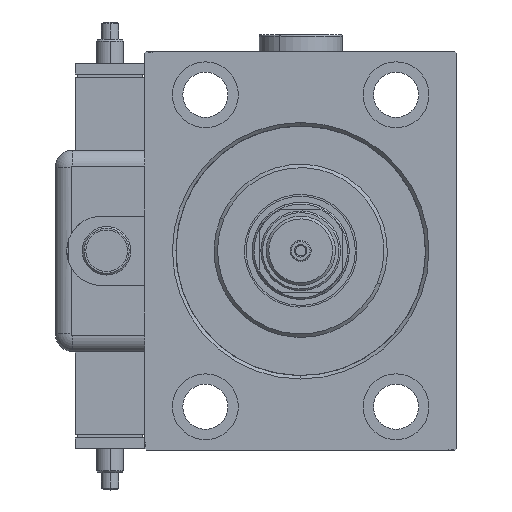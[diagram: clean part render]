
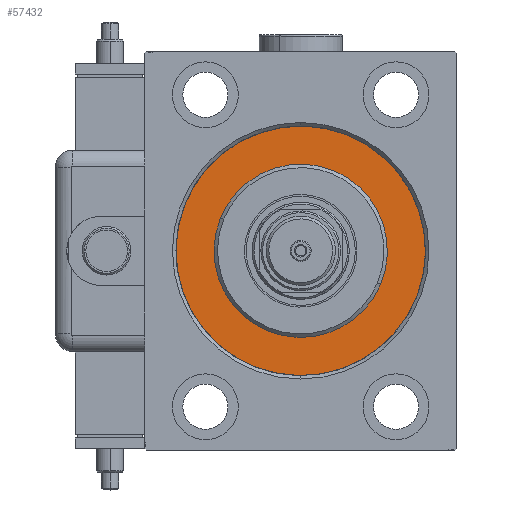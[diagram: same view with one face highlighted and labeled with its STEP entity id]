
A CAD part, left-side view. The second image highlights one B-rep face of the part: STEP entity #57432.
In plain terms, the highlighted face is planar.
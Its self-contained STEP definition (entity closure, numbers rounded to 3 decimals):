
#1479 = VERTEX_POINT ( 'NONE', #21596 ) ;
#2997 = CIRCLE ( 'NONE', #55531, 25. ) ;
#3427 = PLANE ( 'NONE',  #18258 ) ;
#5138 = ORIENTED_EDGE ( 'NONE', *, *, #60083, .F. ) ;
#7942 = CIRCLE ( 'NONE', #44007, 36. ) ;
#11901 = EDGE_CURVE ( 'NONE', #22787, #33300, #2997, .T. ) ;
#11929 = AXIS2_PLACEMENT_3D ( 'NONE', #12021, #60464, #16239 ) ;
#12021 = CARTESIAN_POINT ( 'NONE',  ( 0., 0., 0. ) ) ;
#14074 = CARTESIAN_POINT ( 'NONE',  ( 0., 0., 0. ) ) ;
#16239 = DIRECTION ( 'NONE',  ( 0., 0., -1. ) ) ;
#18258 = AXIS2_PLACEMENT_3D ( 'NONE', #14074, #32777, #63151 ) ;
#20015 = CIRCLE ( 'NONE', #46803, 36. ) ;
#21596 = CARTESIAN_POINT ( 'NONE',  ( 0., 0., 36. ) ) ;
#21611 = CARTESIAN_POINT ( 'NONE',  ( 0., 0., 0. ) ) ;
#21995 = CARTESIAN_POINT ( 'NONE',  ( 0., 0., 0. ) ) ;
#22787 = VERTEX_POINT ( 'NONE', #23358 ) ;
#23358 = CARTESIAN_POINT ( 'NONE',  ( 0., 0., 25. ) ) ;
#25928 = ORIENTED_EDGE ( 'NONE', *, *, #50816, .F. ) ;
#27081 = DIRECTION ( 'NONE',  ( 0., 0., 1. ) ) ;
#27952 = FACE_BOUND ( 'NONE', #45168, .T. ) ;
#29491 = CIRCLE ( 'NONE', #11929, 25. ) ;
#30079 = CARTESIAN_POINT ( 'NONE',  ( 0., 0., 0. ) ) ;
#30396 = ORIENTED_EDGE ( 'NONE', *, *, #11901, .F. ) ;
#32777 = DIRECTION ( 'NONE',  ( -1., 0., 0. ) ) ;
#33300 = VERTEX_POINT ( 'NONE', #44133 ) ;
#43440 = FACE_OUTER_BOUND ( 'NONE', #53883, .T. ) ;
#44007 = AXIS2_PLACEMENT_3D ( 'NONE', #21995, #50731, #56521 ) ;
#44033 = VERTEX_POINT ( 'NONE', #59744 ) ;
#44133 = CARTESIAN_POINT ( 'NONE',  ( 0., 0., -25. ) ) ;
#45168 = EDGE_LOOP ( 'NONE', ( #30396, #61096 ) ) ;
#46803 = AXIS2_PLACEMENT_3D ( 'NONE', #21611, #61940, #27081 ) ;
#50726 = DIRECTION ( 'NONE',  ( 1., 0., 0. ) ) ;
#50731 = DIRECTION ( 'NONE',  ( -1., 0., 0. ) ) ;
#50816 = EDGE_CURVE ( 'NONE', #1479, #44033, #20015, .T. ) ;
#53883 = EDGE_LOOP ( 'NONE', ( #5138, #25928 ) ) ;
#54306 = DIRECTION ( 'NONE',  ( 0., 0., -1. ) ) ;
#54685 = EDGE_CURVE ( 'NONE', #33300, #22787, #29491, .T. ) ;
#55531 = AXIS2_PLACEMENT_3D ( 'NONE', #30079, #50726, #54306 ) ;
#56521 = DIRECTION ( 'NONE',  ( 0., 0., 1. ) ) ;
#57432 = ADVANCED_FACE ( 'NONE', ( #27952, #43440 ), #3427, .F. ) ;
#59744 = CARTESIAN_POINT ( 'NONE',  ( 0., 0., -36. ) ) ;
#60083 = EDGE_CURVE ( 'NONE', #44033, #1479, #7942, .T. ) ;
#60464 = DIRECTION ( 'NONE',  ( 1., 0., 0. ) ) ;
#61096 = ORIENTED_EDGE ( 'NONE', *, *, #54685, .F. ) ;
#61940 = DIRECTION ( 'NONE',  ( -1., 0., 0. ) ) ;
#63151 = DIRECTION ( 'NONE',  ( 0., 0., 1. ) ) ;
